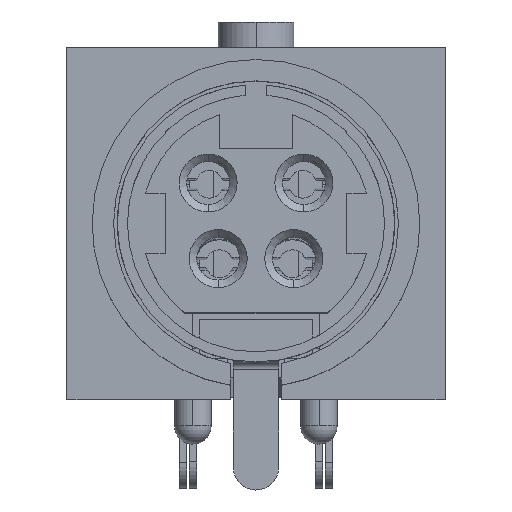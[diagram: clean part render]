
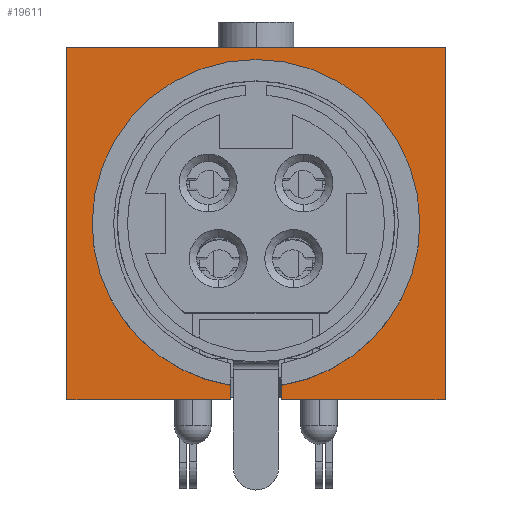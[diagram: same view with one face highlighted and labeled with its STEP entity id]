
A CAD part, top view. The second image highlights one B-rep face of the part: STEP entity #19611.
In plain terms, the highlighted planar face has unit normal (0, 0, 1).
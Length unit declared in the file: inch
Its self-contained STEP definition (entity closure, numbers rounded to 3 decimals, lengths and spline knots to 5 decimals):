
#67 = ORIENTED_EDGE ( 'NONE', *, *, #9988, .T. ) ;
#201 = VERTEX_POINT ( 'NONE', #20891 ) ;
#1059 = DIRECTION ( 'NONE',  ( 1., 0., 0. ) ) ;
#1625 = DIRECTION ( 'NONE',  ( 0.154, -0.988, 0. ) ) ;
#1913 = CARTESIAN_POINT ( 'NONE',  ( -0.25591, -0.27559, 0. ) ) ;
#2202 = DIRECTION ( 'NONE',  ( 0.154, -0.988, 0. ) ) ;
#2225 = CARTESIAN_POINT ( 'NONE',  ( -0.29528, 0., 0. ) ) ;
#2443 = VECTOR ( 'NONE', #10413, 39.37008 ) ;
#3064 = CARTESIAN_POINT ( 'NONE',  ( 0.29528, -0.55118, 0. ) ) ;
#3082 = CIRCLE ( 'NONE', #26660, 0.25591 ) ;
#3143 = VERTEX_POINT ( 'NONE', #16476 ) ;
#3249 = LINE ( 'NONE', #13416, #22115 ) ;
#3601 = EDGE_CURVE ( 'NONE', #9295, #16580, #22992, .T. ) ;
#3809 = DIRECTION ( 'NONE',  ( 0., 0., 1. ) ) ;
#4118 = DIRECTION ( 'NONE',  ( 0., 1., 0. ) ) ;
#5738 = DIRECTION ( 'NONE',  ( 1., 0., 0. ) ) ;
#5995 = CARTESIAN_POINT ( 'NONE',  ( 0., -0.27559, 0. ) ) ;
#6126 = DIRECTION ( 'NONE',  ( 1., 0., 0. ) ) ;
#6132 = CIRCLE ( 'NONE', #9638, 0.25591 ) ;
#6427 = VERTEX_POINT ( 'NONE', #7749 ) ;
#6702 = EDGE_CURVE ( 'NONE', #25453, #18142, #13217, .T. ) ;
#6747 = DIRECTION ( 'NONE',  ( 0., -1., 0. ) ) ;
#6920 = CARTESIAN_POINT ( 'NONE',  ( -0.29528, -0.55118, 0. ) ) ;
#6952 = CARTESIAN_POINT ( 'NONE',  ( -0.29528, -0.55118, 0. ) ) ;
#7088 = LINE ( 'NONE', #6952, #21304 ) ;
#7537 = EDGE_LOOP ( 'NONE', ( #19566, #8313, #67, #11225, #13021, #26891, #10427, #8549, #14267, #20938 ) ) ;
#7749 = CARTESIAN_POINT ( 'NONE',  ( 0.29528, 0., 0. ) ) ;
#7972 = CARTESIAN_POINT ( 'NONE',  ( 0.25591, -0.27559, 0. ) ) ;
#8201 = LINE ( 'NONE', #26669, #2443 ) ;
#8313 = ORIENTED_EDGE ( 'NONE', *, *, #12793, .T. ) ;
#8549 = ORIENTED_EDGE ( 'NONE', *, *, #3601, .T. ) ;
#9239 = VECTOR ( 'NONE', #24213, 39.37008 ) ;
#9295 = VERTEX_POINT ( 'NONE', #18194 ) ;
#9406 = VECTOR ( 'NONE', #6747, 39.37008 ) ;
#9508 = CARTESIAN_POINT ( 'NONE',  ( -0.29528, 0., 0. ) ) ;
#9638 = AXIS2_PLACEMENT_3D ( 'NONE', #14163, #18440, #9912 ) ;
#9877 = DIRECTION ( 'NONE',  ( 0., 0., 1. ) ) ;
#9912 = DIRECTION ( 'NONE',  ( 0.154, -0.988, 0. ) ) ;
#9938 = VECTOR ( 'NONE', #4118, 39.37008 ) ;
#9988 = EDGE_CURVE ( 'NONE', #3143, #17264, #18652, .T. ) ;
#9989 = VECTOR ( 'NONE', #6126, 39.37008 ) ;
#10413 = DIRECTION ( 'NONE',  ( 0., -1., 0. ) ) ;
#10427 = ORIENTED_EDGE ( 'NONE', *, *, #12813, .T. ) ;
#10696 = EDGE_CURVE ( 'NONE', #21173, #15745, #3082, .T. ) ;
#11082 = CARTESIAN_POINT ( 'NONE',  ( -0.03937, -0.52845, 0. ) ) ;
#11225 = ORIENTED_EDGE ( 'NONE', *, *, #17820, .F. ) ;
#11298 = CARTESIAN_POINT ( 'NONE',  ( -0.29528, 0., 0. ) ) ;
#12793 = EDGE_CURVE ( 'NONE', #201, #3143, #3249, .T. ) ;
#12813 = EDGE_CURVE ( 'NONE', #18142, #9295, #7088, .T. ) ;
#13021 = ORIENTED_EDGE ( 'NONE', *, *, #22310, .F. ) ;
#13172 = AXIS2_PLACEMENT_3D ( 'NONE', #19778, #9877, #5738 ) ;
#13217 = LINE ( 'NONE', #11298, #9406 ) ;
#13416 = CARTESIAN_POINT ( 'NONE',  ( 0.03937, -0.52845, 0. ) ) ;
#14163 = CARTESIAN_POINT ( 'NONE',  ( 0., -0.27559, 0. ) ) ;
#14267 = ORIENTED_EDGE ( 'NONE', *, *, #19464, .F. ) ;
#15170 = CIRCLE ( 'NONE', #20842, 0.25591 ) ;
#15745 = VERTEX_POINT ( 'NONE', #1913 ) ;
#16476 = CARTESIAN_POINT ( 'NONE',  ( 0.03937, -0.55118, 0. ) ) ;
#16580 = VERTEX_POINT ( 'NONE', #11082 ) ;
#17124 = CARTESIAN_POINT ( 'NONE',  ( 0.03937, -0.55118, 0. ) ) ;
#17264 = VERTEX_POINT ( 'NONE', #3064 ) ;
#17820 = EDGE_CURVE ( 'NONE', #6427, #17264, #8201, .T. ) ;
#18139 = CARTESIAN_POINT ( 'NONE',  ( 0., -0.27559, 0. ) ) ;
#18142 = VERTEX_POINT ( 'NONE', #6920 ) ;
#18194 = CARTESIAN_POINT ( 'NONE',  ( -0.03937, -0.55118, 0. ) ) ;
#18440 = DIRECTION ( 'NONE',  ( 0., 0., 1. ) ) ;
#18652 = LINE ( 'NONE', #17124, #9989 ) ;
#19464 = EDGE_CURVE ( 'NONE', #15745, #16580, #6132, .T. ) ;
#19566 = ORIENTED_EDGE ( 'NONE', *, *, #24847, .F. ) ;
#19611 = ADVANCED_FACE ( 'NONE', ( #21662 ), #25893, .T. ) ;
#19778 = CARTESIAN_POINT ( 'NONE',  ( -0.29528, 0., 0. ) ) ;
#19925 = LINE ( 'NONE', #9508, #9239 ) ;
#20842 = AXIS2_PLACEMENT_3D ( 'NONE', #5995, #3809, #1625 ) ;
#20891 = CARTESIAN_POINT ( 'NONE',  ( 0.03937, -0.52845, 0. ) ) ;
#20938 = ORIENTED_EDGE ( 'NONE', *, *, #10696, .F. ) ;
#21173 = VERTEX_POINT ( 'NONE', #7972 ) ;
#21304 = VECTOR ( 'NONE', #1059, 39.37008 ) ;
#21662 = FACE_OUTER_BOUND ( 'NONE', #7537, .T. ) ;
#21753 = DIRECTION ( 'NONE',  ( 0., -1., 0. ) ) ;
#22115 = VECTOR ( 'NONE', #21753, 39.37008 ) ;
#22310 = EDGE_CURVE ( 'NONE', #25453, #6427, #19925, .T. ) ;
#22855 = CARTESIAN_POINT ( 'NONE',  ( -0.03937, -0.55118, 0. ) ) ;
#22992 = LINE ( 'NONE', #22855, #9938 ) ;
#24079 = DIRECTION ( 'NONE',  ( 0., 0., 1. ) ) ;
#24213 = DIRECTION ( 'NONE',  ( 1., 0., 0. ) ) ;
#24847 = EDGE_CURVE ( 'NONE', #201, #21173, #15170, .T. ) ;
#25453 = VERTEX_POINT ( 'NONE', #2225 ) ;
#25893 = PLANE ( 'NONE',  #13172 ) ;
#26660 = AXIS2_PLACEMENT_3D ( 'NONE', #18139, #24079, #2202 ) ;
#26669 = CARTESIAN_POINT ( 'NONE',  ( 0.29528, 0., 0. ) ) ;
#26891 = ORIENTED_EDGE ( 'NONE', *, *, #6702, .T. ) ;
